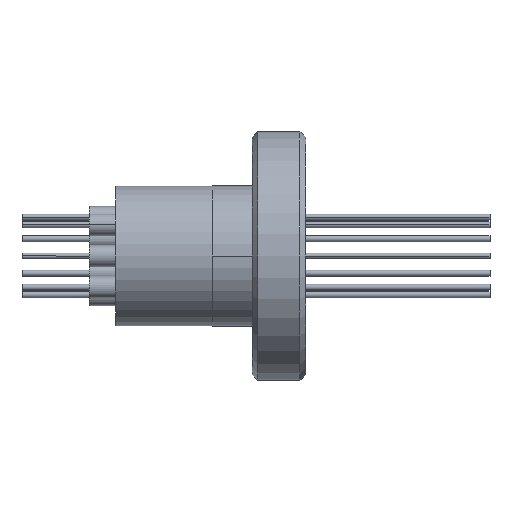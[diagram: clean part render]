
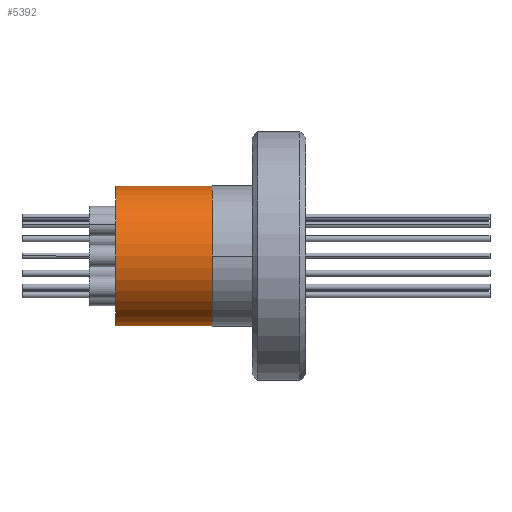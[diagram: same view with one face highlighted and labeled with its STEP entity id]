
A CAD part, left-side view. The second image highlights one B-rep face of the part: STEP entity #5392.
In plain terms, the highlighted cylindrical face has radius 9.487 mm (diameter 18.974 mm), a partial arc.
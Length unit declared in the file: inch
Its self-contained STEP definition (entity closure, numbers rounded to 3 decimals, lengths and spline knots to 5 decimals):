
#91 = EDGE_CURVE ( 'NONE', #5934, #5917, #3363, .T. ) ;
#174 = EDGE_CURVE ( 'NONE', #5437, #5442, #3264, .T. ) ;
#583 = ORIENTED_EDGE ( 'NONE', *, *, #174, .T. ) ;
#653 = ORIENTED_EDGE ( 'NONE', *, *, #5159, .F. ) ;
#691 = ORIENTED_EDGE ( 'NONE', *, *, #91, .T. ) ;
#813 = ORIENTED_EDGE ( 'NONE', *, *, #5158, .T. ) ;
#1661 = DIRECTION ( 'NONE',  ( 0., 1., 0. ) ) ;
#1667 = CARTESIAN_POINT ( 'NONE',  ( 0., 1.1, 0.3735 ) ) ;
#1673 = CARTESIAN_POINT ( 'NONE',  ( 0., 1.1, -0.3735 ) ) ;
#1676 = DIRECTION ( 'NONE',  ( 0., 1., 0. ) ) ;
#2078 = AXIS2_PLACEMENT_3D ( 'NONE', #3659, #3658, #3657 ) ;
#2135 = AXIS2_PLACEMENT_3D ( 'NONE', #6107, #6105, #6106 ) ;
#2663 = CYLINDRICAL_SURFACE ( 'NONE', #4160, 0.3735 ) ;
#2683 = FACE_OUTER_BOUND ( 'NONE', #3541, .T. ) ;
#3000 = VECTOR ( 'NONE', #1676, 39.37008 ) ;
#3002 = VECTOR ( 'NONE', #1661, 39.37008 ) ;
#3003 = LINE ( 'NONE', #1667, #3002 ) ;
#3008 = LINE ( 'NONE', #1673, #3000 ) ;
#3264 = CIRCLE ( 'NONE', #2078, 0.3735 ) ;
#3363 = CIRCLE ( 'NONE', #2135, 0.3735 ) ;
#3541 = EDGE_LOOP ( 'NONE', ( #653, #691, #813, #583 ) ) ;
#3657 = DIRECTION ( 'NONE',  ( 0., 0., 1. ) ) ;
#3658 = DIRECTION ( 'NONE',  ( 0., -1., 0. ) ) ;
#3659 = CARTESIAN_POINT ( 'NONE',  ( 0., 0.515, 0. ) ) ;
#4160 = AXIS2_PLACEMENT_3D ( 'NONE', #4690, #4688, #4686 ) ;
#4686 = DIRECTION ( 'NONE',  ( 0., 0., 1. ) ) ;
#4688 = DIRECTION ( 'NONE',  ( 0., 1., 0. ) ) ;
#4690 = CARTESIAN_POINT ( 'NONE',  ( 0., 1.1, 0. ) ) ;
#4835 = CARTESIAN_POINT ( 'NONE',  ( 0., 0.515, -0.3735 ) ) ;
#4840 = CARTESIAN_POINT ( 'NONE',  ( 0., 0.515, 0.3735 ) ) ;
#5134 = CARTESIAN_POINT ( 'NONE',  ( 0., 0., 0.3735 ) ) ;
#5151 = CARTESIAN_POINT ( 'NONE',  ( 0., 0., -0.3735 ) ) ;
#5158 = EDGE_CURVE ( 'NONE', #5917, #5437, #3003, .T. ) ;
#5159 = EDGE_CURVE ( 'NONE', #5934, #5442, #3008, .T. ) ;
#5392 = ADVANCED_FACE ( 'NONE', ( #2683 ), #2663, .T. ) ;
#5437 = VERTEX_POINT ( 'NONE', #4840 ) ;
#5442 = VERTEX_POINT ( 'NONE', #4835 ) ;
#5917 = VERTEX_POINT ( 'NONE', #5134 ) ;
#5934 = VERTEX_POINT ( 'NONE', #5151 ) ;
#6105 = DIRECTION ( 'NONE',  ( 0., 1., 0. ) ) ;
#6106 = DIRECTION ( 'NONE',  ( 0., 0., 1. ) ) ;
#6107 = CARTESIAN_POINT ( 'NONE',  ( 0., 0., 0. ) ) ;
